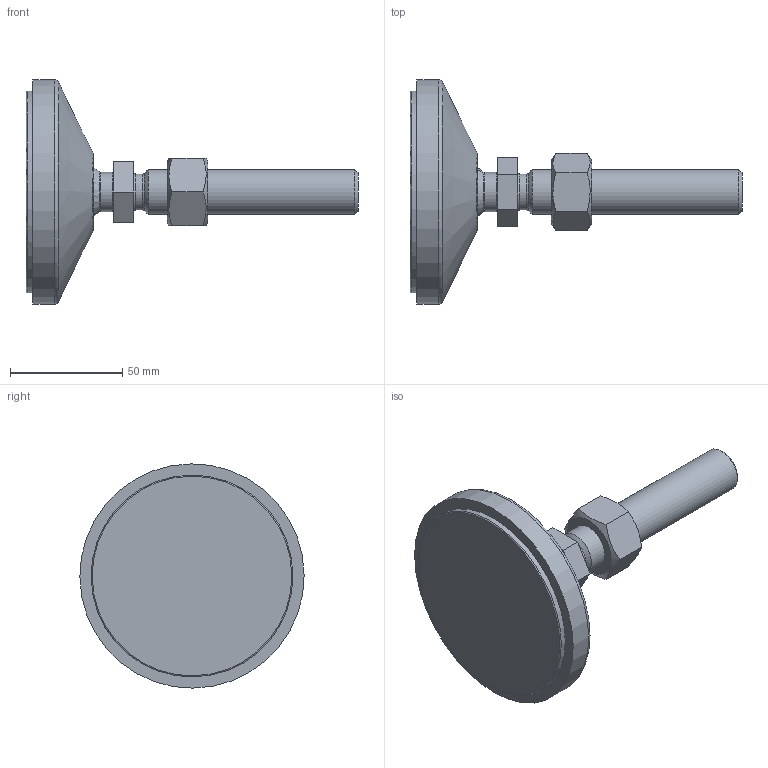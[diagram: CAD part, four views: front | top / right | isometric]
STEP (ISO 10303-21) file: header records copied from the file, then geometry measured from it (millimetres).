
FILE_DESCRIPTION(/* description */ (''),/* implementation_level */ '2;1');
FILE_NAME(/* name */ '409920.stp',/* time_stamp */ '2019-11-02T10:48:30+01:00',/* author */ ('Spacek'),/* organization */ ('Alutec K&K'),/* preprocessor_version */ 'ST-DEVELOPER v17',/* originating_system */ 'Autodesk Inventor 2018',/* authorisation */ '');
FILE_SCHEMA (('AUTOMOTIVE_DESIGN { 1 0 10303 214 3 1 1 }'));
Length unit declared in the file: millimetre
Products named in the file (4): 409920; 419920; ISO4032_M20_N; 4721-154-419916_1 - UPRAVA
Assembly tree (3 placements, depth 2):
  409920
    419920
    ISO4032_M20_N
    4721-154-419916_1 - UPRAVA
Bounding box: 148 x 100 x 100 mm (x, y, z)
Volume: 226895.3 mm3; surface area: 35876.9 mm2
Topology: 3 solids, 3 shells, 43 faces, 124 edges, 88 vertices
Faces by surface type: plane 21, torus 7, cone 7, cylinder 6, sphere 2
Full cylindrical faces by diameter (mm): 16 x1, 17.294 x1, 17.5 x1, 20 x1, 90 x1, 100 x1
Entity records: 1635 total; most frequent: CARTESIAN_POINT 283, DIRECTION 281, ORIENTED_EDGE 240, AXIS2_PLACEMENT_3D 122, EDGE_CURVE 120, VERTEX_POINT 88, CIRCLE 71, EDGE_LOOP 50
